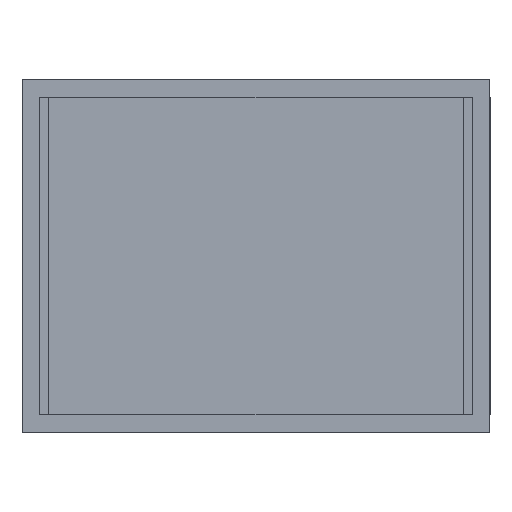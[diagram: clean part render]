
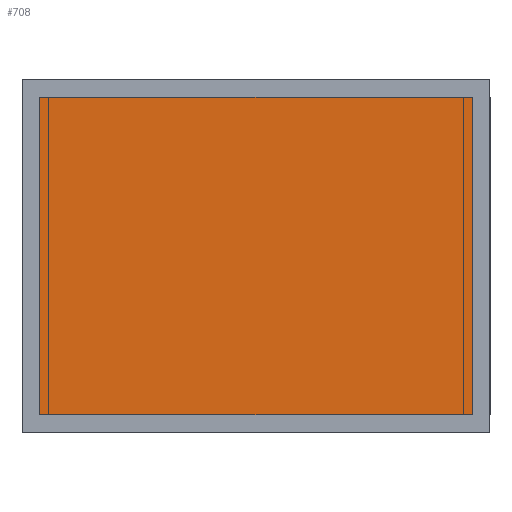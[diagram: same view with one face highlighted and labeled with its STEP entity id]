
A CAD part, front view. The second image highlights one B-rep face of the part: STEP entity #708.
In plain terms, the highlighted planar face has unit normal (0, -1, 0).
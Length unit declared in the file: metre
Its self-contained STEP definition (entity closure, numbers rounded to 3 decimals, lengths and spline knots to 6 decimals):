
#5 = VECTOR ( 'NONE', #203, 1. ) ;
#9 = LINE ( 'NONE', #495, #5 ) ;
#38 = ORIENTED_EDGE ( 'NONE', *, *, #721, .F. ) ;
#60 = DIRECTION ( 'NONE',  ( 0., 0., 1. ) ) ;
#76 = CARTESIAN_POINT ( 'NONE',  ( 1.225, -15.3, -1.26 ) ) ;
#94 = VECTOR ( 'NONE', #553, 1. ) ;
#98 = CARTESIAN_POINT ( 'NONE',  ( -1.225, -15.3, -1.26 ) ) ;
#123 = PLANE ( 'NONE',  #151 ) ;
#127 = DIRECTION ( 'NONE',  ( 1., 0., 0. ) ) ;
#136 = LINE ( 'NONE', #179, #175 ) ;
#151 = AXIS2_PLACEMENT_3D ( 'NONE', #184, #680, #60 ) ;
#154 = VERTEX_POINT ( 'NONE', #752 ) ;
#156 = EDGE_LOOP ( 'NONE', ( #864, #304, #38, #813 ) ) ;
#160 = CARTESIAN_POINT ( 'NONE',  ( -1.225, -15.3, -3.06 ) ) ;
#175 = VECTOR ( 'NONE', #127, 1. ) ;
#179 = CARTESIAN_POINT ( 'NONE',  ( -1.225, -15.3, -1.26 ) ) ;
#184 = CARTESIAN_POINT ( 'NONE',  ( 0., -15.3, 0. ) ) ;
#203 = DIRECTION ( 'NONE',  ( -1., 0., 0. ) ) ;
#228 = CARTESIAN_POINT ( 'NONE',  ( -1.225, -15.3, -3.06 ) ) ;
#259 = LINE ( 'NONE', #675, #94 ) ;
#304 = ORIENTED_EDGE ( 'NONE', *, *, #761, .T. ) ;
#379 = VERTEX_POINT ( 'NONE', #160 ) ;
#401 = VERTEX_POINT ( 'NONE', #98 ) ;
#427 = DIRECTION ( 'NONE',  ( 0., 0., 1. ) ) ;
#490 = LINE ( 'NONE', #228, #814 ) ;
#495 = CARTESIAN_POINT ( 'NONE',  ( 0., -15.3, -3.06 ) ) ;
#551 = EDGE_CURVE ( 'NONE', #154, #379, #9, .T. ) ;
#553 = DIRECTION ( 'NONE',  ( 0., 0., 1. ) ) ;
#596 = VERTEX_POINT ( 'NONE', #76 ) ;
#675 = CARTESIAN_POINT ( 'NONE',  ( 1.225, -15.3, -3.06 ) ) ;
#680 = DIRECTION ( 'NONE',  ( 0., -1., 0. ) ) ;
#708 = ADVANCED_FACE ( 'NONE', ( #875 ), #123, .T. ) ;
#721 = EDGE_CURVE ( 'NONE', #401, #596, #136, .T. ) ;
#752 = CARTESIAN_POINT ( 'NONE',  ( 1.225, -15.3, -3.06 ) ) ;
#761 = EDGE_CURVE ( 'NONE', #154, #596, #259, .T. ) ;
#813 = ORIENTED_EDGE ( 'NONE', *, *, #842, .F. ) ;
#814 = VECTOR ( 'NONE', #427, 1. ) ;
#842 = EDGE_CURVE ( 'NONE', #379, #401, #490, .T. ) ;
#864 = ORIENTED_EDGE ( 'NONE', *, *, #551, .F. ) ;
#875 = FACE_OUTER_BOUND ( 'NONE', #156, .T. ) ;
